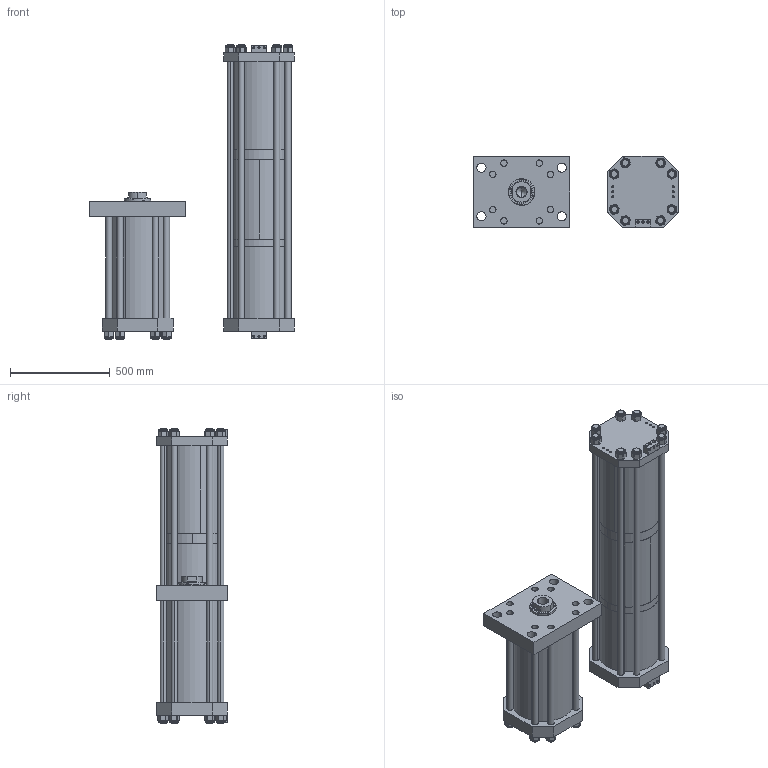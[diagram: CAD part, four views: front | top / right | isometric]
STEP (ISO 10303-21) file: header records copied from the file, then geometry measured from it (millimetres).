
FILE_DESCRIPTION (( 'STEP AP203' ), '1' );
FILE_NAME ('HPS-75-8.00-.50-FH.STEP', '2020-05-27T16:29:15', ( '' ), ( '' ), 'SwSTEP 2.0', 'SolidWorks 2018', '' );
FILE_SCHEMA (( 'CONFIG_CONTROL_DESIGN' ));
Length unit declared in the file: inch
Products named in the file (17): E10001_Work Rod; E10059; E10004; E7563_8.0-.50; ES7514_.50; E10060_8.0; F10062; E10064.; E7561_.50(14.170"); E7511_8.0; NLN 1.25; ES10005_8.0; E10003; E90BRK; E7513; G7510; HPS-75-8.00-.50-FH
Assembly tree (46 placements, depth 2):
  HPS-75-8.00-.50-FH
    E10004
    E10003
    E10001_Work Rod
    E10064.
    NLN 1.25  x16
    E10059
    F10062
    E90BRK  x2
    ES10005_8.0
    E10060_8.0  x8
    ES7514_.50
    E7513
    E7511_8.0
    G7510
    E7561_.50(14.170")
    E7563_8.0-.50  x8
Bounding box: 1028.7 x 355.6 x 1481.2 mm (x, y, z)
Volume: 92336108 mm3; surface area: 7391573.1 mm2
Topology: 46 solids, 46 shells, 1094 faces, 2575 edges, 1631 vertices
Faces by surface type: cylinder 545, plane 419, cone 66, torus 64
Entity records: 19267 total; most frequent: CARTESIAN_POINT 3692, DIRECTION 2961, ORIENTED_EDGE 2452, EDGE_CURVE 1226, AXIS2_PLACEMENT_3D 1213, VERTEX_POINT 799, EDGE_LOOP 713, CIRCLE 639
